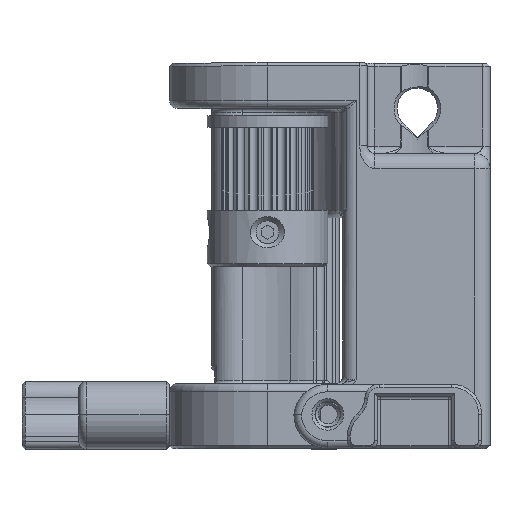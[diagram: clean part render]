
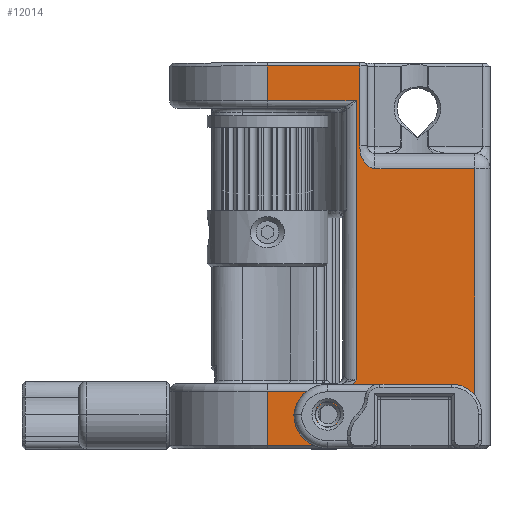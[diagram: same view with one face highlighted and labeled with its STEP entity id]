
A CAD part, top view. The second image highlights one B-rep face of the part: STEP entity #12014.
In plain terms, the highlighted planar face has unit normal (0, 0, 1).
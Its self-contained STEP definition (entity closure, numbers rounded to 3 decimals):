
#290=B_SPLINE_CURVE_WITH_KNOTS('',3,(#21797,#21798,#21799,#21800,#21801,
#21802,#21803,#21804,#21805),.UNSPECIFIED.,.F.,.F.,(4,1,1,1,1,1,4),(-1.,
-0.857,-0.714,-0.571,-0.286,
-0.143,0.),.UNSPECIFIED.);
#291=B_SPLINE_CURVE_WITH_KNOTS('',3,(#21817,#21818,#21819,#21820,#21821,
#21822,#21823,#21824,#21825,#21826,#21827,#21828),.UNSPECIFIED.,.F.,.F.,
(4,1,1,1,1,1,1,2,4),(0.,0.108,0.135,0.162,
0.189,0.216,0.243,0.27,
0.27),.UNSPECIFIED.);
#442=FACE_BOUND('',#2648,.T.);
#1052=CIRCLE('',#13206,1.65);
#1056=CIRCLE('',#13212,1.5);
#1057=CIRCLE('',#13213,1.5);
#1868=FACE_OUTER_BOUND('',#2647,.T.);
#2647=EDGE_LOOP('',(#9750,#9751,#9752,#9753,#9754,#9755,#9756,#9757,#9758,
#9759,#9760,#9761,#9762,#9763,#9764,#9765,#9766,#9767));
#2648=EDGE_LOOP('',(#9768));
#3604=LINE('',#21779,#4543);
#3605=LINE('',#21781,#4544);
#3606=LINE('',#21785,#4545);
#3607=LINE('',#21789,#4546);
#3608=LINE('',#21791,#4547);
#3609=LINE('',#21793,#4548);
#3610=LINE('',#21795,#4549);
#3611=LINE('',#21807,#4550);
#3612=LINE('',#21809,#4551);
#3613=LINE('',#21811,#4552);
#3614=LINE('',#21813,#4553);
#3615=LINE('',#21815,#4554);
#3616=LINE('',#21830,#4555);
#3617=LINE('',#21831,#4556);
#4543=VECTOR('',#16026,10.);
#4544=VECTOR('',#16027,10.);
#4545=VECTOR('',#16030,10.);
#4546=VECTOR('',#16033,10.);
#4547=VECTOR('',#16034,10.);
#4548=VECTOR('',#16035,10.);
#4549=VECTOR('',#16036,10.);
#4550=VECTOR('',#16037,10.);
#4551=VECTOR('',#16038,10.);
#4552=VECTOR('',#16039,10.);
#4553=VECTOR('',#16040,10.);
#4554=VECTOR('',#16041,10.);
#4555=VECTOR('',#16042,10.);
#4556=VECTOR('',#16043,10.);
#5524=VERTEX_POINT('',#21766);
#5527=VERTEX_POINT('',#21777);
#5528=VERTEX_POINT('',#21778);
#5529=VERTEX_POINT('',#21780);
#5530=VERTEX_POINT('',#21782);
#5531=VERTEX_POINT('',#21784);
#5532=VERTEX_POINT('',#21786);
#5533=VERTEX_POINT('',#21788);
#5534=VERTEX_POINT('',#21790);
#5535=VERTEX_POINT('',#21792);
#5536=VERTEX_POINT('',#21794);
#5537=VERTEX_POINT('',#21796);
#5538=VERTEX_POINT('',#21806);
#5539=VERTEX_POINT('',#21808);
#5540=VERTEX_POINT('',#21810);
#5541=VERTEX_POINT('',#21812);
#5542=VERTEX_POINT('',#21814);
#5543=VERTEX_POINT('',#21816);
#5544=VERTEX_POINT('',#21829);
#6971=EDGE_CURVE('',#5524,#5524,#1052,.T.);
#6977=EDGE_CURVE('',#5527,#5528,#3604,.T.);
#6978=EDGE_CURVE('',#5529,#5527,#3605,.T.);
#6979=EDGE_CURVE('',#5530,#5529,#1056,.T.);
#6980=EDGE_CURVE('',#5531,#5530,#3606,.T.);
#6981=EDGE_CURVE('',#5532,#5531,#1057,.T.);
#6982=EDGE_CURVE('',#5533,#5532,#3607,.T.);
#6983=EDGE_CURVE('',#5534,#5533,#3608,.T.);
#6984=EDGE_CURVE('',#5535,#5534,#3609,.T.);
#6985=EDGE_CURVE('',#5536,#5535,#3610,.T.);
#6986=EDGE_CURVE('',#5537,#5536,#290,.T.);
#6987=EDGE_CURVE('',#5538,#5537,#3611,.T.);
#6988=EDGE_CURVE('',#5539,#5538,#3612,.T.);
#6989=EDGE_CURVE('',#5540,#5539,#3613,.T.);
#6990=EDGE_CURVE('',#5541,#5540,#3614,.T.);
#6991=EDGE_CURVE('',#5541,#5542,#3615,.T.);
#6992=EDGE_CURVE('',#5543,#5542,#291,.T.);
#6993=EDGE_CURVE('',#5544,#5543,#3616,.T.);
#6994=EDGE_CURVE('',#5544,#5528,#3617,.T.);
#9750=ORIENTED_EDGE('',*,*,#6977,.F.);
#9751=ORIENTED_EDGE('',*,*,#6978,.F.);
#9752=ORIENTED_EDGE('',*,*,#6979,.F.);
#9753=ORIENTED_EDGE('',*,*,#6980,.F.);
#9754=ORIENTED_EDGE('',*,*,#6981,.F.);
#9755=ORIENTED_EDGE('',*,*,#6982,.F.);
#9756=ORIENTED_EDGE('',*,*,#6983,.F.);
#9757=ORIENTED_EDGE('',*,*,#6984,.F.);
#9758=ORIENTED_EDGE('',*,*,#6985,.F.);
#9759=ORIENTED_EDGE('',*,*,#6986,.F.);
#9760=ORIENTED_EDGE('',*,*,#6987,.F.);
#9761=ORIENTED_EDGE('',*,*,#6988,.F.);
#9762=ORIENTED_EDGE('',*,*,#6989,.F.);
#9763=ORIENTED_EDGE('',*,*,#6990,.F.);
#9764=ORIENTED_EDGE('',*,*,#6991,.T.);
#9765=ORIENTED_EDGE('',*,*,#6992,.F.);
#9766=ORIENTED_EDGE('',*,*,#6993,.F.);
#9767=ORIENTED_EDGE('',*,*,#6994,.T.);
#9768=ORIENTED_EDGE('',*,*,#6971,.F.);
#11518=PLANE('',#13211);
#12014=ADVANCED_FACE('',(#1868,#442),#11518,.T.);
#13206=AXIS2_PLACEMENT_3D('',#21767,#16012,#16013);
#13211=AXIS2_PLACEMENT_3D('',#21776,#16024,#16025);
#13212=AXIS2_PLACEMENT_3D('',#21783,#16028,#16029);
#13213=AXIS2_PLACEMENT_3D('',#21787,#16031,#16032);
#16012=DIRECTION('center_axis',(0.,0.,1.));
#16013=DIRECTION('ref_axis',(0.,-1.,0.));
#16024=DIRECTION('center_axis',(0.,0.,1.));
#16025=DIRECTION('ref_axis',(-1.,0.,0.));
#16026=DIRECTION('',(-1.,0.,0.));
#16027=DIRECTION('',(0.,-1.,0.));
#16028=DIRECTION('center_axis',(0.,0.,1.));
#16029=DIRECTION('ref_axis',(-0.707,0.707,0.));
#16030=DIRECTION('',(-1.,0.,0.));
#16031=DIRECTION('center_axis',(0.,0.,1.));
#16032=DIRECTION('ref_axis',(0.707,0.707,0.));
#16033=DIRECTION('',(0.,1.,0.));
#16034=DIRECTION('',(-1.,0.,0.));
#16035=DIRECTION('',(0.,-1.,0.));
#16036=DIRECTION('',(1.,0.,0.));
#16037=DIRECTION('',(0.,-1.,0.));
#16038=DIRECTION('',(1.,0.,0.));
#16039=DIRECTION('',(0.,1.,0.));
#16040=DIRECTION('',(-1.,0.,0.));
#16041=DIRECTION('',(0.,-1.,0.));
#16042=DIRECTION('',(1.,0.,0.));
#16043=DIRECTION('',(0.,-1.,0.));
#21766=CARTESIAN_POINT('',(-1.504,6.15,-257.504));
#21767=CARTESIAN_POINT('Origin',(-1.504,4.5,-257.504));
#21776=CARTESIAN_POINT('Origin',(9.996,8.6,-257.504));
#21777=CARTESIAN_POINT('',(3.996,0.4,-257.504));
#21778=CARTESIAN_POINT('',(-9.504,0.4,-257.504));
#21779=CARTESIAN_POINT('',(4.371,0.4,-257.504));
#21780=CARTESIAN_POINT('',(3.996,6.5,-257.504));
#21781=CARTESIAN_POINT('',(3.996,4.3,-257.504));
#21782=CARTESIAN_POINT('',(5.496,8.,-257.504));
#21783=CARTESIAN_POINT('Origin',(5.496,6.5,-257.504));
#21784=CARTESIAN_POINT('',(14.496,8.,-257.504));
#21785=CARTESIAN_POINT('',(9.996,8.,-257.504));
#21786=CARTESIAN_POINT('',(15.996,6.5,-257.504));
#21787=CARTESIAN_POINT('Origin',(14.496,6.5,-257.504));
#21788=CARTESIAN_POINT('',(15.996,0.4,-257.504));
#21789=CARTESIAN_POINT('',(15.996,4.3,-257.504));
#21790=CARTESIAN_POINT('',(17.996,0.4,-257.504));
#21791=CARTESIAN_POINT('',(4.371,0.4,-257.504));
#21792=CARTESIAN_POINT('',(17.996,37.1,-257.504));
#21793=CARTESIAN_POINT('',(17.996,8.6,-257.504));
#21794=CARTESIAN_POINT('',(4.746,37.1,-257.504));
#21795=CARTESIAN_POINT('',(9.996,37.1,-257.504));
#21796=CARTESIAN_POINT('',(2.746,40.1,-257.504));
#21797=CARTESIAN_POINT('Ctrl Pts',(2.746,40.1,-257.504));
#21798=CARTESIAN_POINT('Ctrl Pts',(2.746,39.922,-257.504));
#21799=CARTESIAN_POINT('Ctrl Pts',(2.754,39.543,-257.504));
#21800=CARTESIAN_POINT('Ctrl Pts',(2.857,38.942,-257.504));
#21801=CARTESIAN_POINT('Ctrl Pts',(3.145,38.166,-257.504));
#21802=CARTESIAN_POINT('Ctrl Pts',(3.637,37.532,-257.504));
#21803=CARTESIAN_POINT('Ctrl Pts',(4.232,37.172,-257.504));
#21804=CARTESIAN_POINT('Ctrl Pts',(4.568,37.1,-257.504));
#21805=CARTESIAN_POINT('Ctrl Pts',(4.746,37.1,-257.504));
#21806=CARTESIAN_POINT('',(2.746,50.7,-257.504));
#21807=CARTESIAN_POINT('',(2.746,23.85,-257.504));
#21808=CARTESIAN_POINT('',(-9.504,50.7,-257.504));
#21809=CARTESIAN_POINT('',(4.371,50.7,-257.504));
#21810=CARTESIAN_POINT('',(-9.504,46.1,-257.504));
#21811=CARTESIAN_POINT('',(-9.504,45.1,-257.504));
#21812=CARTESIAN_POINT('',(2.246,46.1,-257.504));
#21813=CARTESIAN_POINT('',(4.371,46.1,-257.504));
#21814=CARTESIAN_POINT('',(2.246,9.1,-257.504));
#21815=CARTESIAN_POINT('',(2.246,45.1,-257.504));
#21816=CARTESIAN_POINT('',(0.125,7.6,-257.504));
#21817=CARTESIAN_POINT('Ctrl Pts',(0.125,7.6,-257.504));
#21818=CARTESIAN_POINT('Ctrl Pts',(0.484,7.6,-257.504));
#21819=CARTESIAN_POINT('Ctrl Pts',(0.93,7.75,-257.504));
#21820=CARTESIAN_POINT('Ctrl Pts',(1.368,8.07,-257.504));
#21821=CARTESIAN_POINT('Ctrl Pts',(1.568,8.25,-257.504));
#21822=CARTESIAN_POINT('Ctrl Pts',(1.753,8.447,-257.504));
#21823=CARTESIAN_POINT('Ctrl Pts',(1.925,8.657,-257.504));
#21824=CARTESIAN_POINT('Ctrl Pts',(2.087,8.875,-257.504));
#21825=CARTESIAN_POINT('Ctrl Pts',(2.191,9.022,-257.504));
#21826=CARTESIAN_POINT('Ctrl Pts',(2.244,9.097,-257.504));
#21827=CARTESIAN_POINT('Ctrl Pts',(2.245,9.099,-257.504));
#21828=CARTESIAN_POINT('Ctrl Pts',(2.246,9.1,-257.504));
#21829=CARTESIAN_POINT('',(-9.504,7.6,-257.504));
#21830=CARTESIAN_POINT('',(4.371,7.6,-257.504));
#21831=CARTESIAN_POINT('',(-9.504,0.,-257.504));
